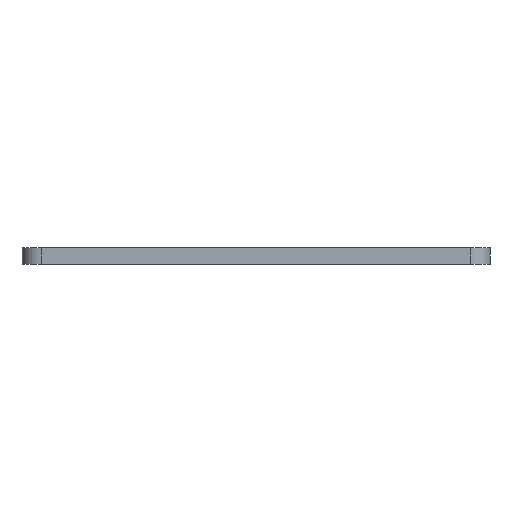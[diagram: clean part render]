
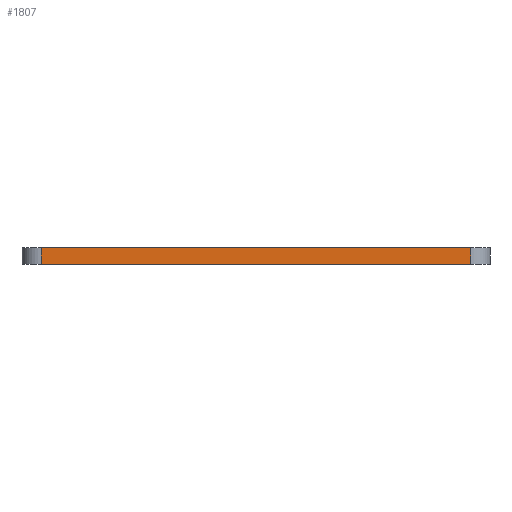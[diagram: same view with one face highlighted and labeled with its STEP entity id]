
A CAD part, front view. The second image highlights one B-rep face of the part: STEP entity #1807.
In plain terms, the highlighted planar face has unit normal (0, -1, 0).
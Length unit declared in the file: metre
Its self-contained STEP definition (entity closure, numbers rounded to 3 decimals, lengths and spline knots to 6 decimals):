
#89=LINE('',#2820,#201);
#110=LINE('',#2950,#222);
#139=LINE('',#3091,#251);
#140=LINE('',#3092,#252);
#201=VECTOR('',#2246,1.);
#222=VECTOR('',#2355,1.);
#251=VECTOR('',#2478,1.);
#252=VECTOR('',#2479,1.);
#499=ORIENTED_EDGE('',*,*,#905,.T.);
#500=ORIENTED_EDGE('',*,*,#977,.T.);
#501=ORIENTED_EDGE('',*,*,#841,.F.);
#502=ORIENTED_EDGE('',*,*,#978,.T.);
#841=EDGE_CURVE('',#1083,#1084,#89,.T.);
#905=EDGE_CURVE('',#1148,#1147,#110,.T.);
#977=EDGE_CURVE('',#1147,#1084,#139,.F.);
#978=EDGE_CURVE('',#1083,#1148,#140,.T.);
#1083=VERTEX_POINT('',#2821);
#1084=VERTEX_POINT('',#2822);
#1147=VERTEX_POINT('',#2949);
#1148=VERTEX_POINT('',#2951);
#1430=EDGE_LOOP('',(#499,#500,#501,#502));
#1644=FACE_BOUND('',#1430,.T.);
#1776=PLANE('',#2052);
#1807=ADVANCED_FACE('',(#1644),#1776,.F.);
#2052=AXIS2_PLACEMENT_3D('',#3090,#2476,#2477);
#2246=DIRECTION('',(1.,0.,0.));
#2355=DIRECTION('',(1.,0.,0.));
#2476=DIRECTION('',(0.,1.,0.));
#2477=DIRECTION('',(-1.,0.,0.));
#2478=DIRECTION('',(0.,0.,-1.));
#2479=DIRECTION('',(0.,0.,-1.));
#2820=CARTESIAN_POINT('',(0.,-0.005,0.005));
#2821=CARTESIAN_POINT('',(-0.0665,-0.005,0.005));
#2822=CARTESIAN_POINT('',(0.0665,-0.005,0.005));
#2949=CARTESIAN_POINT('',(0.0665,-0.005,0.));
#2950=CARTESIAN_POINT('',(0.,-0.005,0.));
#2951=CARTESIAN_POINT('',(-0.0665,-0.005,0.));
#3090=CARTESIAN_POINT('',(0.,-0.005,0.005));
#3091=CARTESIAN_POINT('',(0.0665,-0.005,0.005));
#3092=CARTESIAN_POINT('',(-0.0665,-0.005,0.005));
